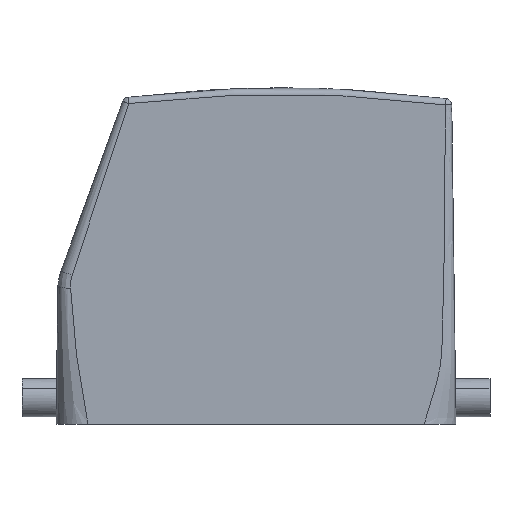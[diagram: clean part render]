
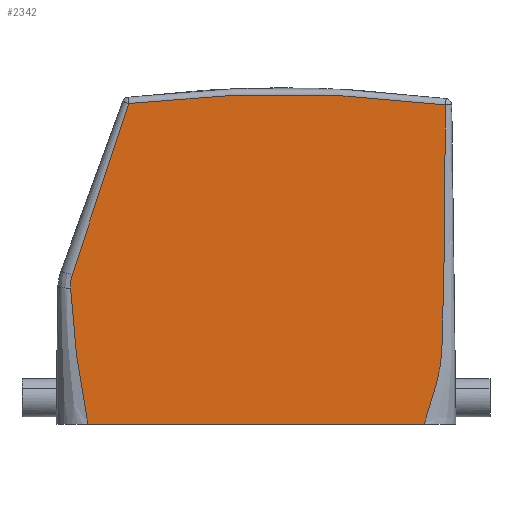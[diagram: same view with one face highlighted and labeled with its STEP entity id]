
A CAD part, left-side view. The second image highlights one B-rep face of the part: STEP entity #2342.
In plain terms, the highlighted planar face has unit normal (-1, 0, 0).
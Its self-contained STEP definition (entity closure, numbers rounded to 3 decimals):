
#2282=AXIS2_PLACEMENT_3D('Plane Axis2P3D',#2279,#2280,#2281) ;
#2331=AXIS2_PLACEMENT_3D('Circle Axis2P3D',#2329,#2330,$) ;
#818=CARTESIAN_POINT('Vertex',(0.,15.471,0.)) ;
#823=CARTESIAN_POINT('Line Origine',(0.,54.994,0.)) ;
#827=CARTESIAN_POINT('Vertex',(0.,94.516,0.)) ;
#2199=CARTESIAN_POINT('Vertex',(0.,10.494,75.006)) ;
#2203=CARTESIAN_POINT('Control Point',(0.,10.494,75.006)) ;
#2204=CARTESIAN_POINT('Control Point',(0.,10.466,67.631)) ;
#2205=CARTESIAN_POINT('Control Point',(0.,10.475,60.256)) ;
#2206=CARTESIAN_POINT('Control Point',(0.,10.557,52.881)) ;
#2207=CARTESIAN_POINT('Control Point',(0.,10.687,43.368)) ;
#2208=CARTESIAN_POINT('Control Point',(0.,10.867,33.855)) ;
#2209=CARTESIAN_POINT('Control Point',(0.,10.91,31.717)) ;
#2210=CARTESIAN_POINT('Control Point',(0.,10.979,28.51)) ;
#2211=CARTESIAN_POINT('Control Point',(0.,11.059,25.303)) ;
#2212=CARTESIAN_POINT('Control Point',(0.,11.087,24.234)) ;
#2213=CARTESIAN_POINT('Control Point',(0.,11.131,22.631)) ;
#2214=CARTESIAN_POINT('Control Point',(0.,11.18,21.027)) ;
#2215=CARTESIAN_POINT('Control Point',(0.,11.197,20.493)) ;
#2216=CARTESIAN_POINT('Control Point',(0.,11.222,19.699)) ;
#2217=CARTESIAN_POINT('Control Point',(0.,11.249,18.906)) ;
#2218=CARTESIAN_POINT('Control Point',(0.,11.259,18.606)) ;
#2219=CARTESIAN_POINT('Control Point',(0.,11.278,18.08)) ;
#2220=CARTESIAN_POINT('Control Point',(0.,11.301,17.553)) ;
#2221=CARTESIAN_POINT('Control Point',(0.,11.314,17.286)) ;
#2222=CARTESIAN_POINT('Control Point',(0.,11.381,16.066)) ;
#2223=CARTESIAN_POINT('Control Point',(0.,11.49,14.847)) ;
#2224=CARTESIAN_POINT('Control Point',(0.,11.613,13.898)) ;
#2225=CARTESIAN_POINT('Control Point',(0.,11.991,11.657)) ;
#2226=CARTESIAN_POINT('Control Point',(0.,12.553,9.441)) ;
#2227=CARTESIAN_POINT('Control Point',(0.,12.928,8.165)) ;
#2228=CARTESIAN_POINT('Control Point',(0.,13.588,6.061)) ;
#2229=CARTESIAN_POINT('Control Point',(0.,14.263,3.96)) ;
#2230=CARTESIAN_POINT('Control Point',(0.,14.529,3.123)) ;
#2231=CARTESIAN_POINT('Control Point',(0.,14.877,2.001)) ;
#2232=CARTESIAN_POINT('Control Point',(0.,15.213,0.877)) ;
#2233=CARTESIAN_POINT('Control Point',(0.,15.299,0.588)) ;
#2234=CARTESIAN_POINT('Control Point',(0.,15.385,0.295)) ;
#2235=CARTESIAN_POINT('Control Point',(0.,15.471,0.)) ;
#2279=CARTESIAN_POINT('Axis2P3D Location',(0.,-9.985,-37.458)) ;
#2285=CARTESIAN_POINT('Control Point',(0.,84.911,75.332)) ;
#2286=CARTESIAN_POINT('Control Point',(0.,85.466,73.719)) ;
#2287=CARTESIAN_POINT('Control Point',(0.,86.02,72.105)) ;
#2288=CARTESIAN_POINT('Control Point',(0.,86.572,70.491)) ;
#2289=CARTESIAN_POINT('Control Point',(0.,88.766,64.042)) ;
#2290=CARTESIAN_POINT('Control Point',(0.,90.92,57.587)) ;
#2291=CARTESIAN_POINT('Control Point',(0.,92.509,52.75)) ;
#2292=CARTESIAN_POINT('Control Point',(0.,94.618,46.293)) ;
#2293=CARTESIAN_POINT('Control Point',(0.,96.691,39.827)) ;
#2294=CARTESIAN_POINT('Control Point',(0.,97.201,38.227)) ;
#2295=CARTESIAN_POINT('Control Point',(0.,97.714,36.608)) ;
#2296=CARTESIAN_POINT('Control Point',(0.,98.221,34.987)) ;
#2297=CARTESIAN_POINT('Vertex',(0.,98.221,34.987)) ;
#2299=CARTESIAN_POINT('Vertex',(0.,84.911,75.332)) ;
#2303=CARTESIAN_POINT('Control Point',(0.,98.221,34.987)) ;
#2304=CARTESIAN_POINT('Control Point',(0.,98.396,34.399)) ;
#2305=CARTESIAN_POINT('Control Point',(0.,98.523,33.795)) ;
#2306=CARTESIAN_POINT('Control Point',(0.,98.596,33.183)) ;
#2307=CARTESIAN_POINT('Control Point',(0.,98.616,32.568)) ;
#2308=CARTESIAN_POINT('Control Point',(0.,98.581,31.961)) ;
#2309=CARTESIAN_POINT('Vertex',(0.,98.581,31.961)) ;
#2313=CARTESIAN_POINT('Control Point',(0.,98.581,31.961)) ;
#2314=CARTESIAN_POINT('Control Point',(0.,98.475,29.229)) ;
#2315=CARTESIAN_POINT('Control Point',(0.,98.351,26.497)) ;
#2316=CARTESIAN_POINT('Control Point',(0.,98.138,23.758)) ;
#2317=CARTESIAN_POINT('Control Point',(0.,97.598,18.817)) ;
#2318=CARTESIAN_POINT('Control Point',(0.,96.848,13.895)) ;
#2319=CARTESIAN_POINT('Control Point',(0.,96.481,11.691)) ;
#2320=CARTESIAN_POINT('Control Point',(0.,95.886,8.212)) ;
#2321=CARTESIAN_POINT('Control Point',(0.,95.294,4.732)) ;
#2322=CARTESIAN_POINT('Control Point',(0.,95.079,3.454)) ;
#2323=CARTESIAN_POINT('Control Point',(0.,94.839,1.996)) ;
#2324=CARTESIAN_POINT('Control Point',(0.,94.603,0.538)) ;
#2325=CARTESIAN_POINT('Control Point',(0.,94.574,0.359)) ;
#2326=CARTESIAN_POINT('Control Point',(0.,94.545,0.179)) ;
#2327=CARTESIAN_POINT('Control Point',(0.,94.516,0.)) ;
#2329=CARTESIAN_POINT('Axis2P3D Location',(0.,49.,-221.)) ;
#824=DIRECTION('Vector Direction',(0.,-1.,0.)) ;
#2280=DIRECTION('Axis2P3D Direction',(-1.,0.,0.)) ;
#2281=DIRECTION('Axis2P3D XDirection',(0.,-0.317,0.949)) ;
#2330=DIRECTION('Axis2P3D Direction',(-1.,0.,0.)) ;
#825=VECTOR('Line Direction',#824,1.) ;
#2335=ORIENTED_EDGE('',*,*,#2301,.F.) ;
#2336=ORIENTED_EDGE('',*,*,#2311,.F.) ;
#2337=ORIENTED_EDGE('',*,*,#2328,.F.) ;
#2338=ORIENTED_EDGE('',*,*,#829,.T.) ;
#2339=ORIENTED_EDGE('',*,*,#2236,.T.) ;
#2340=ORIENTED_EDGE('',*,*,#2333,.T.) ;
#2342=ADVANCED_FACE('Hood',(#2341),#2283,.T.) ;
#2202=B_SPLINE_CURVE_WITH_KNOTS('',5,(#2203,#2204,#2205,#2206,#2207,#2208,#2209,#2210,#2211,#2212,#2213,#2214,#2215,#2216,#2217,#2218,#2219,#2220,#2221,#2222,#2223,#2224,#2225,#2226,#2227,#2228,#2229,#2230,#2231,#2232,#2233,#2234,#2235),.UNSPECIFIED.,.F.,.U.,(6,3,3,3,3,3,3,3,3,3,6),(39.586,76.466,87.156,92.503,95.176,96.472,97.808,102.578,109.105,113.424,114.887),.UNSPECIFIED.) ;
#2284=B_SPLINE_CURVE_WITH_KNOTS('',5,(#2285,#2286,#2287,#2288,#2289,#2290,#2291,#2292,#2293,#2294,#2295,#2296),.UNSPECIFIED.,.F.,.U.,(6,3,3,6),(0.,12.039,48.083,60.111),.UNSPECIFIED.) ;
#2302=B_SPLINE_CURVE_WITH_KNOTS('',5,(#2303,#2304,#2305,#2306,#2307,#2308),.UNSPECIFIED.,.F.,.U.,(6,6),(0.,4.338),.UNSPECIFIED.) ;
#2312=B_SPLINE_CURVE_WITH_KNOTS('',5,(#2313,#2314,#2315,#2316,#2317,#2318,#2319,#2320,#2321,#2322,#2323,#2324,#2325,#2326,#2327),.UNSPECIFIED.,.F.,.U.,(6,3,3,3,6),(0.,19.409,35.181,44.323,45.605),.UNSPECIFIED.) ;
#2332=CIRCLE('generated circle',#2331,298.5) ;
#829=EDGE_CURVE('',#828,#819,#826,.T.) ;
#2236=EDGE_CURVE('',#819,#2200,#2202,.F.) ;
#2301=EDGE_CURVE('',#2298,#2300,#2284,.F.) ;
#2311=EDGE_CURVE('',#2310,#2298,#2302,.F.) ;
#2328=EDGE_CURVE('',#828,#2310,#2312,.F.) ;
#2333=EDGE_CURVE('',#2200,#2300,#2332,.T.) ;
#2334=EDGE_LOOP('',(#2335,#2336,#2337,#2338,#2339,#2340)) ;
#2341=FACE_OUTER_BOUND('',#2334,.T.) ;
#826=LINE('Line',#823,#825) ;
#2283=PLANE('',#2282) ;
#819=VERTEX_POINT('',#818) ;
#828=VERTEX_POINT('',#827) ;
#2200=VERTEX_POINT('',#2199) ;
#2298=VERTEX_POINT('',#2297) ;
#2300=VERTEX_POINT('',#2299) ;
#2310=VERTEX_POINT('',#2309) ;
